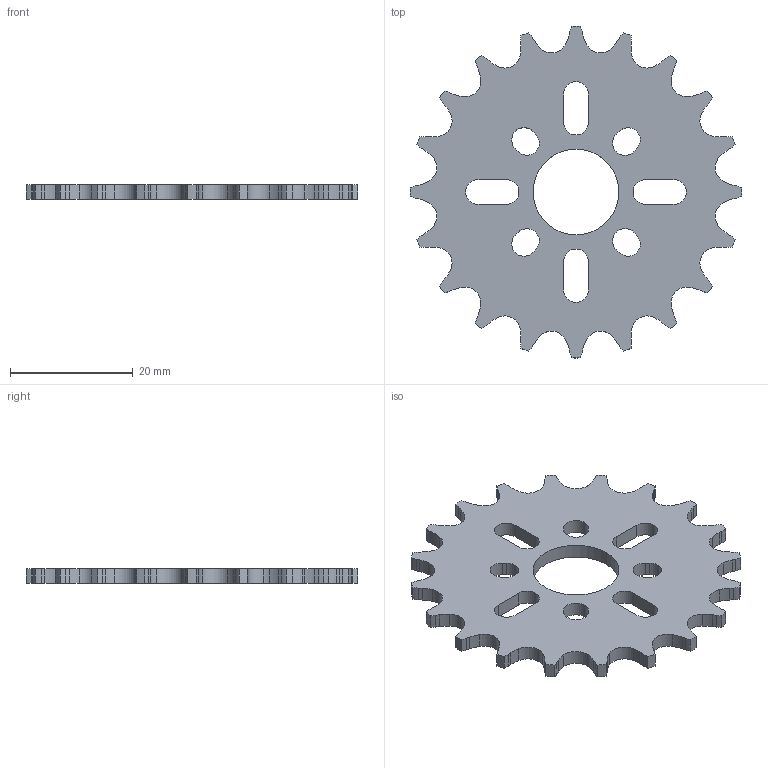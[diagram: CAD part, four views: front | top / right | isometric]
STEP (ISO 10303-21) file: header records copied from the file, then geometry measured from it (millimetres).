
FILE_DESCRIPTION (( 'STEP AP203' ), '1' );
FILE_NAME ('3311-0014-0020.STEP', '2018-04-26T01:59:11', ( '' ), ( '' ), 'SwSTEP 2.0', 'SolidWorks 2016', '' );
FILE_SCHEMA (( 'CONFIG_CONTROL_DESIGN' ));
Length unit declared in the file: millimetre
Products named in the file (1): 3311-0014-0020
Bounding box: 54.2 x 54.2 x 2.36 mm (x, y, z)
Volume: 3697.4 mm3; surface area: 4165.1 mm2
Topology: 1 solids, 1 shells, 215 faces, 639 edges, 426 vertices
Faces by surface type: cylinder 157, plane 58
Entity records: 7480 total; most frequent: DIRECTION 1385, CARTESIAN_POINT 1281, ORIENTED_EDGE 1278, EDGE_CURVE 639, AXIS2_PLACEMENT_3D 530, VERTEX_POINT 426, VECTOR 325, LINE 325
